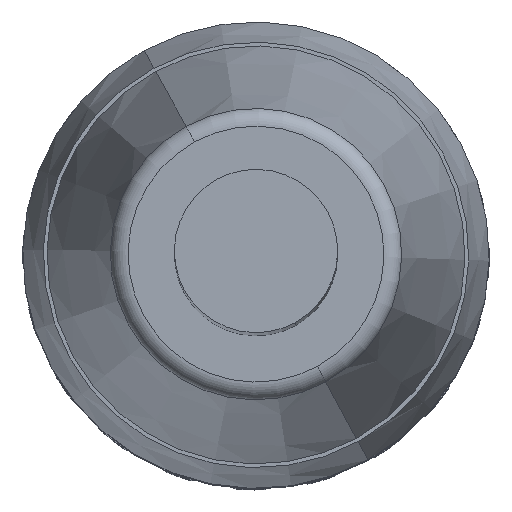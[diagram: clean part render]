
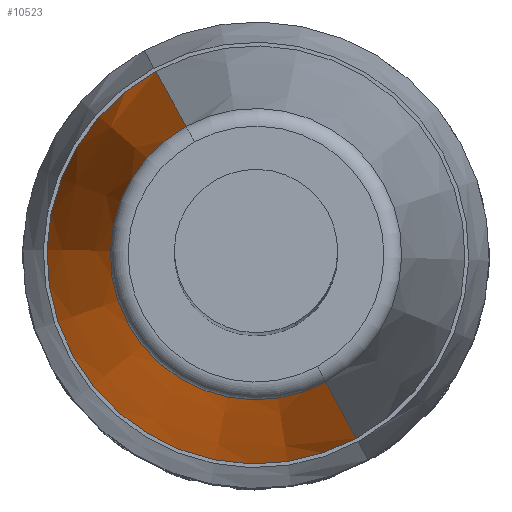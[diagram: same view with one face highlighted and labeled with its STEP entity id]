
A CAD part, top view. The second image highlights one B-rep face of the part: STEP entity #10523.
In plain terms, the highlighted conical face has half-angle 7.991 degrees and reference radius 8.121 mm.
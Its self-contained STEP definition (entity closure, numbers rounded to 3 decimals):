
#10469=AXIS2_PLACEMENT_3D('Circle Axis2P3D',#10467,#10468,$) ;
#10483=AXIS2_PLACEMENT_3D('Cone Axis2P3D',#10480,#10481,#10482) ;
#10514=AXIS2_PLACEMENT_3D('Circle Axis2P3D',#10512,#10513,$) ;
#10439=CARTESIAN_POINT('Vertex',(16.893,5.873,83.339)) ;
#10446=CARTESIAN_POINT('Vertex',(9.107,20.127,83.339)) ;
#10467=CARTESIAN_POINT('Axis2P3D Location',(13.,13.,83.339)) ;
#10480=CARTESIAN_POINT('Axis2P3D Location',(13.,13.,83.339)) ;
#10485=CARTESIAN_POINT('Line Origine',(17.739,4.325,70.77)) ;
#10489=CARTESIAN_POINT('Vertex',(18.585,2.776,58.2)) ;
#10496=CARTESIAN_POINT('Vertex',(7.415,23.224,58.2)) ;
#10499=CARTESIAN_POINT('Line Origine',(8.261,21.675,70.77)) ;
#10512=CARTESIAN_POINT('Axis2P3D Location',(13.,13.,58.2)) ;
#10468=DIRECTION('Axis2P3D Direction',(0.,0.,1.)) ;
#10481=DIRECTION('Axis2P3D Direction',(-0.,-0.,-1.)) ;
#10482=DIRECTION('Axis2P3D XDirection',(0.479,-0.878,0.)) ;
#10486=DIRECTION('Vector Direction',(0.067,-0.122,-0.99)) ;
#10500=DIRECTION('Vector Direction',(-0.067,0.122,-0.99)) ;
#10513=DIRECTION('Axis2P3D Direction',(0.,0.,-1.)) ;
#10487=VECTOR('Line Direction',#10486,1.) ;
#10501=VECTOR('Line Direction',#10500,1.) ;
#10518=ORIENTED_EDGE('',*,*,#10471,.F.) ;
#10519=ORIENTED_EDGE('',*,*,#10503,.T.) ;
#10520=ORIENTED_EDGE('',*,*,#10516,.T.) ;
#10521=ORIENTED_EDGE('',*,*,#10491,.F.) ;
#10523=ADVANCED_FACE('Hauptk\X2\00F6\X0\rper',(#10522),#10484,.T.) ;
#10470=CIRCLE('generated circle',#10469,8.121) ;
#10515=CIRCLE('generated circle',#10514,11.65) ;
#10484=CONICAL_SURFACE('Cone',#10483,8.121,0.139) ;
#10471=EDGE_CURVE('',#10447,#10440,#10470,.T.) ;
#10491=EDGE_CURVE('',#10440,#10490,#10488,.T.) ;
#10503=EDGE_CURVE('',#10447,#10497,#10502,.T.) ;
#10516=EDGE_CURVE('',#10497,#10490,#10515,.F.) ;
#10517=EDGE_LOOP('',(#10518,#10519,#10520,#10521)) ;
#10522=FACE_OUTER_BOUND('',#10517,.T.) ;
#10488=LINE('Line',#10485,#10487) ;
#10502=LINE('Line',#10499,#10501) ;
#10440=VERTEX_POINT('',#10439) ;
#10447=VERTEX_POINT('',#10446) ;
#10490=VERTEX_POINT('',#10489) ;
#10497=VERTEX_POINT('',#10496) ;
